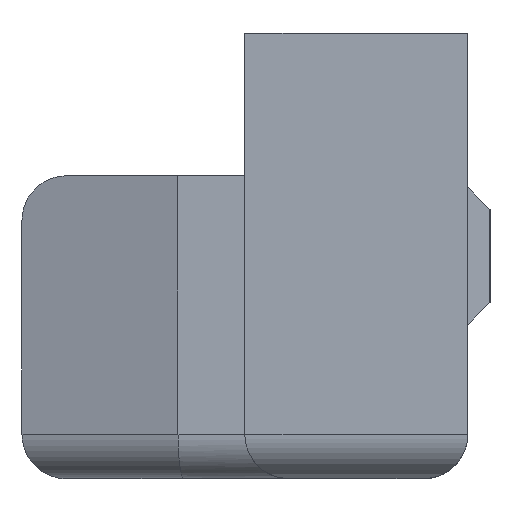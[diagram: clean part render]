
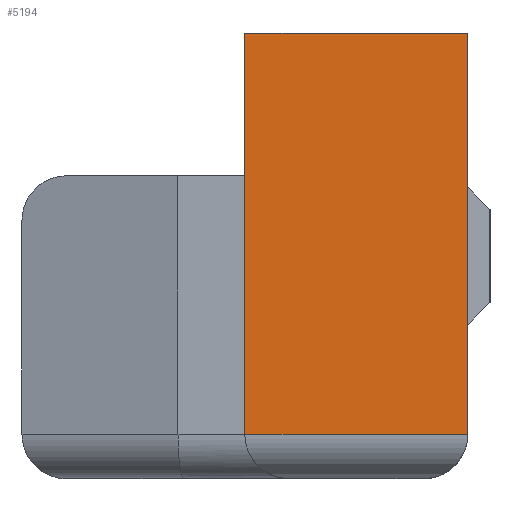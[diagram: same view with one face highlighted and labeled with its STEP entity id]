
A CAD part, left-side view. The second image highlights one B-rep face of the part: STEP entity #5194.
In plain terms, the highlighted planar face has unit normal (-1, 0, 0).
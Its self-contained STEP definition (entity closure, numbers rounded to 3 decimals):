
#213 = PLANE('',#214);
#214 = AXIS2_PLACEMENT_3D('',#215,#216,#217);
#215 = CARTESIAN_POINT('',(-100.,5.,10.));
#216 = DIRECTION('',(0.,1.,0.));
#217 = DIRECTION('',(1.,0.,0.));
#632 = VERTEX_POINT('',#633);
#633 = CARTESIAN_POINT('',(-100.,5.,-8.));
#654 = EDGE_CURVE('',#655,#632,#657,.T.);
#655 = VERTEX_POINT('',#656);
#656 = CARTESIAN_POINT('',(-100.,5.,10.));
#657 = SURFACE_CURVE('',#658,(#662,#669),.PCURVE_S1.);
#658 = LINE('',#659,#660);
#659 = CARTESIAN_POINT('',(-100.,5.,10.));
#660 = VECTOR('',#661,1.);
#661 = DIRECTION('',(0.,0.,-1.));
#662 = PCURVE('',#213,#663);
#663 = DEFINITIONAL_REPRESENTATION('',(#664),#668);
#664 = LINE('',#665,#666);
#665 = CARTESIAN_POINT('',(0.,0.));
#666 = VECTOR('',#667,1.);
#667 = DIRECTION('',(0.,1.));
#668 = ( GEOMETRIC_REPRESENTATION_CONTEXT(2) 
PARAMETRIC_REPRESENTATION_CONTEXT() REPRESENTATION_CONTEXT('2D SPACE',''
  ) );
#669 = PCURVE('',#670,#675);
#670 = PLANE('',#671);
#671 = AXIS2_PLACEMENT_3D('',#672,#673,#674);
#672 = CARTESIAN_POINT('',(-100.,-5.,10.));
#673 = DIRECTION('',(1.,0.,0.));
#674 = DIRECTION('',(0.,1.,0.));
#675 = DEFINITIONAL_REPRESENTATION('',(#676),#680);
#676 = LINE('',#677,#678);
#677 = CARTESIAN_POINT('',(10.,0.));
#678 = VECTOR('',#679,1.);
#679 = DIRECTION('',(0.,-1.));
#680 = ( GEOMETRIC_REPRESENTATION_CONTEXT(2) 
PARAMETRIC_REPRESENTATION_CONTEXT() REPRESENTATION_CONTEXT('2D SPACE',''
  ) );
#698 = PLANE('',#699);
#699 = AXIS2_PLACEMENT_3D('',#700,#701,#702);
#700 = CARTESIAN_POINT('',(-100.,-5.,10.));
#701 = DIRECTION('',(0.,0.,-1.));
#702 = DIRECTION('',(0.,1.,0.));
#1355 = CYLINDRICAL_SURFACE('',#1356,2.);
#1356 = AXIS2_PLACEMENT_3D('',#1357,#1358,#1359);
#1357 = CARTESIAN_POINT('',(-98.,-5.,-8.));
#1358 = DIRECTION('',(0.,1.,0.));
#1359 = DIRECTION('',(0.,0.,-1.));
#5001 = VERTEX_POINT('',#5002);
#5002 = CARTESIAN_POINT('',(-100.,-5.,10.));
#5018 = PLANE('',#5019);
#5019 = AXIS2_PLACEMENT_3D('',#5020,#5021,#5022);
#5020 = CARTESIAN_POINT('',(-100.,-5.,10.));
#5021 = DIRECTION('',(0.,1.,0.));
#5022 = DIRECTION('',(1.,0.,0.));
#5030 = EDGE_CURVE('',#5001,#655,#5031,.T.);
#5031 = SURFACE_CURVE('',#5032,(#5036,#5043),.PCURVE_S1.);
#5032 = LINE('',#5033,#5034);
#5033 = CARTESIAN_POINT('',(-100.,-5.,10.));
#5034 = VECTOR('',#5035,1.);
#5035 = DIRECTION('',(0.,1.,0.));
#5036 = PCURVE('',#698,#5037);
#5037 = DEFINITIONAL_REPRESENTATION('',(#5038),#5042);
#5038 = LINE('',#5039,#5040);
#5039 = CARTESIAN_POINT('',(0.,0.));
#5040 = VECTOR('',#5041,1.);
#5041 = DIRECTION('',(1.,0.));
#5042 = ( GEOMETRIC_REPRESENTATION_CONTEXT(2) 
PARAMETRIC_REPRESENTATION_CONTEXT() REPRESENTATION_CONTEXT('2D SPACE',''
  ) );
#5043 = PCURVE('',#670,#5044);
#5044 = DEFINITIONAL_REPRESENTATION('',(#5045),#5049);
#5045 = LINE('',#5046,#5047);
#5046 = CARTESIAN_POINT('',(0.,0.));
#5047 = VECTOR('',#5048,1.);
#5048 = DIRECTION('',(1.,0.));
#5049 = ( GEOMETRIC_REPRESENTATION_CONTEXT(2) 
PARAMETRIC_REPRESENTATION_CONTEXT() REPRESENTATION_CONTEXT('2D SPACE',''
  ) );
#5194 = ADVANCED_FACE('',(#5195),#670,.F.);
#5195 = FACE_BOUND('',#5196,.F.);
#5196 = EDGE_LOOP('',(#5197,#5198,#5199,#5222));
#5197 = ORIENTED_EDGE('',*,*,#654,.F.);
#5198 = ORIENTED_EDGE('',*,*,#5030,.F.);
#5199 = ORIENTED_EDGE('',*,*,#5200,.T.);
#5200 = EDGE_CURVE('',#5001,#5201,#5203,.T.);
#5201 = VERTEX_POINT('',#5202);
#5202 = CARTESIAN_POINT('',(-100.,-5.,-8.));
#5203 = SURFACE_CURVE('',#5204,(#5208,#5215),.PCURVE_S1.);
#5204 = LINE('',#5205,#5206);
#5205 = CARTESIAN_POINT('',(-100.,-5.,10.));
#5206 = VECTOR('',#5207,1.);
#5207 = DIRECTION('',(0.,0.,-1.));
#5208 = PCURVE('',#670,#5209);
#5209 = DEFINITIONAL_REPRESENTATION('',(#5210),#5214);
#5210 = LINE('',#5211,#5212);
#5211 = CARTESIAN_POINT('',(0.,0.));
#5212 = VECTOR('',#5213,1.);
#5213 = DIRECTION('',(0.,-1.));
#5214 = ( GEOMETRIC_REPRESENTATION_CONTEXT(2) 
PARAMETRIC_REPRESENTATION_CONTEXT() REPRESENTATION_CONTEXT('2D SPACE',''
  ) );
#5215 = PCURVE('',#5018,#5216);
#5216 = DEFINITIONAL_REPRESENTATION('',(#5217),#5221);
#5217 = LINE('',#5218,#5219);
#5218 = CARTESIAN_POINT('',(0.,0.));
#5219 = VECTOR('',#5220,1.);
#5220 = DIRECTION('',(0.,1.));
#5221 = ( GEOMETRIC_REPRESENTATION_CONTEXT(2) 
PARAMETRIC_REPRESENTATION_CONTEXT() REPRESENTATION_CONTEXT('2D SPACE',''
  ) );
#5222 = ORIENTED_EDGE('',*,*,#5223,.T.);
#5223 = EDGE_CURVE('',#5201,#632,#5224,.T.);
#5224 = SURFACE_CURVE('',#5225,(#5229,#5236),.PCURVE_S1.);
#5225 = LINE('',#5226,#5227);
#5226 = CARTESIAN_POINT('',(-100.,-5.,-8.));
#5227 = VECTOR('',#5228,1.);
#5228 = DIRECTION('',(0.,1.,0.));
#5229 = PCURVE('',#670,#5230);
#5230 = DEFINITIONAL_REPRESENTATION('',(#5231),#5235);
#5231 = LINE('',#5232,#5233);
#5232 = CARTESIAN_POINT('',(0.,-18.));
#5233 = VECTOR('',#5234,1.);
#5234 = DIRECTION('',(1.,0.));
#5235 = ( GEOMETRIC_REPRESENTATION_CONTEXT(2) 
PARAMETRIC_REPRESENTATION_CONTEXT() REPRESENTATION_CONTEXT('2D SPACE',''
  ) );
#5236 = PCURVE('',#1355,#5237);
#5237 = DEFINITIONAL_REPRESENTATION('',(#5238),#5242);
#5238 = LINE('',#5239,#5240);
#5239 = CARTESIAN_POINT('',(1.571,0.));
#5240 = VECTOR('',#5241,1.);
#5241 = DIRECTION('',(0.,1.));
#5242 = ( GEOMETRIC_REPRESENTATION_CONTEXT(2) 
PARAMETRIC_REPRESENTATION_CONTEXT() REPRESENTATION_CONTEXT('2D SPACE',''
  ) );
